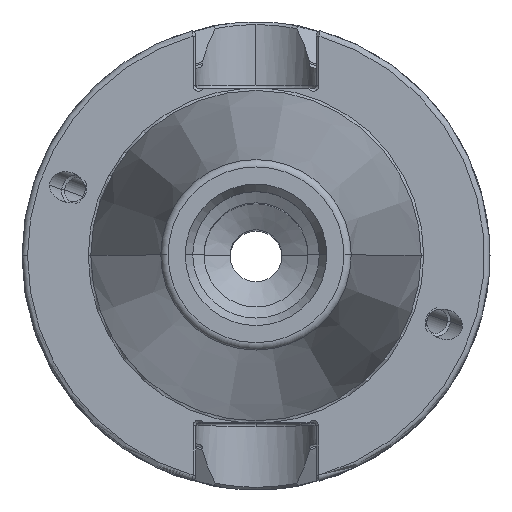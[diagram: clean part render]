
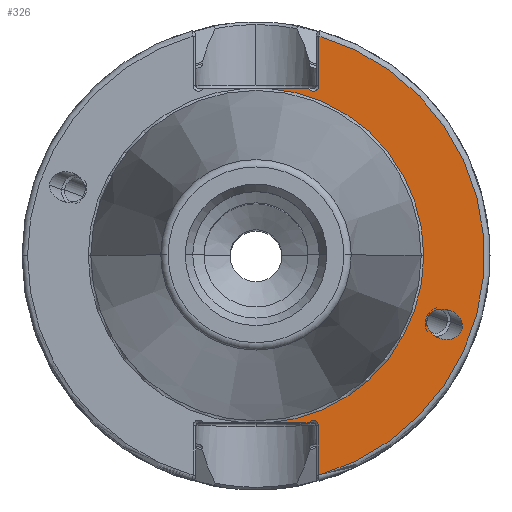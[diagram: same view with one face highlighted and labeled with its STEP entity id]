
A CAD part, top view. The second image highlights one B-rep face of the part: STEP entity #326.
In plain terms, the highlighted planar face has unit normal (0, 0, 1).
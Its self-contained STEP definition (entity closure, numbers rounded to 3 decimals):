
#31 = CARTESIAN_POINT ( 'NONE',  ( 8.47, 22.875, -2. ) ) ;
#197 = EDGE_CURVE ( 'NONE', #2916, #6407, #774, .T. ) ;
#290 = DIRECTION ( 'NONE',  ( -1., 0., 0. ) ) ;
#302 = CARTESIAN_POINT ( 'NONE',  ( 1.684, 22.5, -2. ) ) ;
#312 = DIRECTION ( 'NONE',  ( 0., 0., 1. ) ) ;
#320 = CARTESIAN_POINT ( 'NONE',  ( 0., 0., -2. ) ) ;
#326 = ADVANCED_FACE ( 'NONE', ( #2430, #3620 ), #397, .F. ) ;
#357 = VECTOR ( 'NONE', #1250, 1000. ) ;
#397 = PLANE ( 'NONE',  #3007 ) ;
#405 = VECTOR ( 'NONE', #4810, 1000. ) ;
#428 = ORIENTED_EDGE ( 'NONE', *, *, #4860, .F. ) ;
#593 = DIRECTION ( 'NONE',  ( -1., 0., 0. ) ) ;
#609 = DIRECTION ( 'NONE',  ( 0., 0., -1. ) ) ;
#611 = VERTEX_POINT ( 'NONE', #2640 ) ;
#630 = CARTESIAN_POINT ( 'NONE',  ( 0., 0., -2. ) ) ;
#774 =( BOUNDED_CURVE ( )  B_SPLINE_CURVE ( 3, ( #6501, #6641, #5810, #6638 ),
 .UNSPECIFIED., .F., .T. ) 
 B_SPLINE_CURVE_WITH_KNOTS ( ( 4, 4 ),
 ( 2.852, 5.993 ),
 .UNSPECIFIED. ) 
 CURVE ( )  GEOMETRIC_REPRESENTATION_ITEM ( )  RATIONAL_B_SPLINE_CURVE ( ( 1., 0.333, 0.333, 1. ) ) 
 REPRESENTATION_ITEM ( '' )  );
#808 = DIRECTION ( 'NONE',  ( -1., 0., 0. ) ) ;
#828 = EDGE_CURVE ( 'NONE', #1132, #611, #4768, .T. ) ;
#1003 = DIRECTION ( 'NONE',  ( 0., 0., -1. ) ) ;
#1050 = EDGE_CURVE ( 'NONE', #1132, #5770, #7255, .T. ) ;
#1108 = CARTESIAN_POINT ( 'NONE',  ( 7.07, 22.5, -2. ) ) ;
#1132 = VERTEX_POINT ( 'NONE', #4408 ) ;
#1187 = EDGE_CURVE ( 'NONE', #5770, #7197, #6679, .T. ) ;
#1250 = DIRECTION ( 'NONE',  ( 1., 0., 0. ) ) ;
#1288 = CARTESIAN_POINT ( 'NONE',  ( 0., -22.5, -2. ) ) ;
#1327 = CARTESIAN_POINT ( 'NONE',  ( 7.72, -22.875, -2. ) ) ;
#1369 = CARTESIAN_POINT ( 'NONE',  ( 8.417, -22.875, -2. ) ) ;
#1418 = CIRCLE ( 'NONE', #2317, 30.725 ) ;
#1516 = EDGE_CURVE ( 'NONE', #6407, #2916, #5541, .T. ) ;
#1541 = VERTEX_POINT ( 'NONE', #2974 ) ;
#1552 = AXIS2_PLACEMENT_3D ( 'NONE', #2642, #2653, #2673 ) ;
#1597 = ORIENTED_EDGE ( 'NONE', *, *, #5110, .T. ) ;
#1610 = DIRECTION ( 'NONE',  ( 0., -1., 0. ) ) ;
#1662 = VECTOR ( 'NONE', #1610, 1000. ) ;
#1785 = CARTESIAN_POINT ( 'NONE',  ( 27.766, -9.498, -2. ) ) ;
#1928 = CIRCLE ( 'NONE', #1552, 22.563 ) ;
#1935 = ORIENTED_EDGE ( 'NONE', *, *, #1050, .T. ) ;
#2131 = VERTEX_POINT ( 'NONE', #302 ) ;
#2285 = EDGE_CURVE ( 'NONE', #2131, #3195, #1928, .T. ) ;
#2302 = AXIS2_PLACEMENT_3D ( 'NONE', #4318, #5763, #2486 ) ;
#2317 = AXIS2_PLACEMENT_3D ( 'NONE', #320, #312, #290 ) ;
#2381 = CARTESIAN_POINT ( 'NONE',  ( 8.47, 29.534, -2. ) ) ;
#2430 = FACE_BOUND ( 'NONE', #4965, .T. ) ;
#2486 = DIRECTION ( 'NONE',  ( -1., 0., 0. ) ) ;
#2588 = DIRECTION ( 'NONE',  ( -1., 0., 0. ) ) ;
#2640 = CARTESIAN_POINT ( 'NONE',  ( 1.684, -22.5, -2. ) ) ;
#2642 = CARTESIAN_POINT ( 'NONE',  ( 0., 0., -2. ) ) ;
#2653 = DIRECTION ( 'NONE',  ( 0., 0., -1. ) ) ;
#2673 = DIRECTION ( 'NONE',  ( -1., 0., 0. ) ) ;
#2891 = CARTESIAN_POINT ( 'NONE',  ( 22.978, -8.971, -2. ) ) ;
#2916 = VERTEX_POINT ( 'NONE', #4797 ) ;
#2959 = CARTESIAN_POINT ( 'NONE',  ( 27.766, -9.498, -2. ) ) ;
#2974 = CARTESIAN_POINT ( 'NONE',  ( 8.47, 22.875, -2. ) ) ;
#2988 = CARTESIAN_POINT ( 'NONE',  ( 22.978, -13.051, -2. ) ) ;
#3007 = AXIS2_PLACEMENT_3D ( 'NONE', #3144, #6234, #2588 ) ;
#3020 = CARTESIAN_POINT ( 'NONE',  ( 27.766, -13.577, -2. ) ) ;
#3144 = CARTESIAN_POINT ( 'NONE',  ( 0., 31.475, -2. ) ) ;
#3195 = VERTEX_POINT ( 'NONE', #7382 ) ;
#3280 = ORIENTED_EDGE ( 'NONE', *, *, #1187, .T. ) ;
#3298 = ORIENTED_EDGE ( 'NONE', *, *, #1516, .T. ) ;
#3301 = AXIS2_PLACEMENT_3D ( 'NONE', #1327, #1003, #808 ) ;
#3338 = VERTEX_POINT ( 'NONE', #1108 ) ;
#3384 = EDGE_LOOP ( 'NONE', ( #5474, #1935, #3280, #7444, #7287, #1597, #428, #6804, #4606 ) ) ;
#3509 = DIRECTION ( 'NONE',  ( -1., 0., 0. ) ) ;
#3620 = FACE_OUTER_BOUND ( 'NONE', #3384, .T. ) ;
#4022 = AXIS2_PLACEMENT_3D ( 'NONE', #630, #609, #593 ) ;
#4094 = ORIENTED_EDGE ( 'NONE', *, *, #197, .T. ) ;
#4313 = EDGE_CURVE ( 'NONE', #3195, #611, #4819, .T. ) ;
#4318 = CARTESIAN_POINT ( 'NONE',  ( 7.72, 22.875, -2. ) ) ;
#4408 = CARTESIAN_POINT ( 'NONE',  ( 7.133, -22.5, -2. ) ) ;
#4474 = CARTESIAN_POINT ( 'NONE',  ( 8.417, 31.475, -2. ) ) ;
#4606 = ORIENTED_EDGE ( 'NONE', *, *, #4313, .T. ) ;
#4768 = LINE ( 'NONE', #1288, #6198 ) ;
#4772 = CARTESIAN_POINT ( 'NONE',  ( 8.417, -29.55, -2. ) ) ;
#4797 = CARTESIAN_POINT ( 'NONE',  ( 22.978, -8.971, -2. ) ) ;
#4810 = DIRECTION ( 'NONE',  ( 0., -1., 0. ) ) ;
#4819 = CIRCLE ( 'NONE', #4022, 22.563 ) ;
#4860 = EDGE_CURVE ( 'NONE', #2131, #3338, #5196, .T. ) ;
#4899 = LINE ( 'NONE', #31, #1662 ) ;
#4940 = VERTEX_POINT ( 'NONE', #2381 ) ;
#4965 = EDGE_LOOP ( 'NONE', ( #3298, #4094 ) ) ;
#5110 = EDGE_CURVE ( 'NONE', #1541, #3338, #7172, .T. ) ;
#5196 = LINE ( 'NONE', #7173, #357 ) ;
#5474 = ORIENTED_EDGE ( 'NONE', *, *, #828, .F. ) ;
#5541 =( BOUNDED_CURVE ( )  B_SPLINE_CURVE ( 3, ( #2959, #3020, #2988, #2891 ),
 .UNSPECIFIED., .F., .T. ) 
 B_SPLINE_CURVE_WITH_KNOTS ( ( 4, 4 ),
 ( 5.993, 9.135 ),
 .UNSPECIFIED. ) 
 CURVE ( )  GEOMETRIC_REPRESENTATION_ITEM ( )  RATIONAL_B_SPLINE_CURVE ( ( 1., 0.333, 0.333, 1. ) ) 
 REPRESENTATION_ITEM ( '' )  );
#5763 = DIRECTION ( 'NONE',  ( 0., 0., -1. ) ) ;
#5770 = VERTEX_POINT ( 'NONE', #1369 ) ;
#5810 = CARTESIAN_POINT ( 'NONE',  ( 27.766, -5.419, -2. ) ) ;
#6198 = VECTOR ( 'NONE', #3509, 1000. ) ;
#6234 = DIRECTION ( 'NONE',  ( 0., 0., -1. ) ) ;
#6407 = VERTEX_POINT ( 'NONE', #1785 ) ;
#6501 = CARTESIAN_POINT ( 'NONE',  ( 22.978, -8.971, -2. ) ) ;
#6638 = CARTESIAN_POINT ( 'NONE',  ( 27.766, -9.498, -2. ) ) ;
#6641 = CARTESIAN_POINT ( 'NONE',  ( 22.978, -4.892, -2. ) ) ;
#6679 = LINE ( 'NONE', #4474, #405 ) ;
#6804 = ORIENTED_EDGE ( 'NONE', *, *, #2285, .T. ) ;
#7024 = EDGE_CURVE ( 'NONE', #4940, #1541, #4899, .T. ) ;
#7172 = CIRCLE ( 'NONE', #2302, 0.75 ) ;
#7173 = CARTESIAN_POINT ( 'NONE',  ( 0., 22.5, -2. ) ) ;
#7197 = VERTEX_POINT ( 'NONE', #4772 ) ;
#7255 = CIRCLE ( 'NONE', #3301, 0.697 ) ;
#7287 = ORIENTED_EDGE ( 'NONE', *, *, #7024, .T. ) ;
#7382 = CARTESIAN_POINT ( 'NONE',  ( 22.563, 0., -2. ) ) ;
#7444 = ORIENTED_EDGE ( 'NONE', *, *, #7544, .T. ) ;
#7544 = EDGE_CURVE ( 'NONE', #7197, #4940, #1418, .T. ) ;
